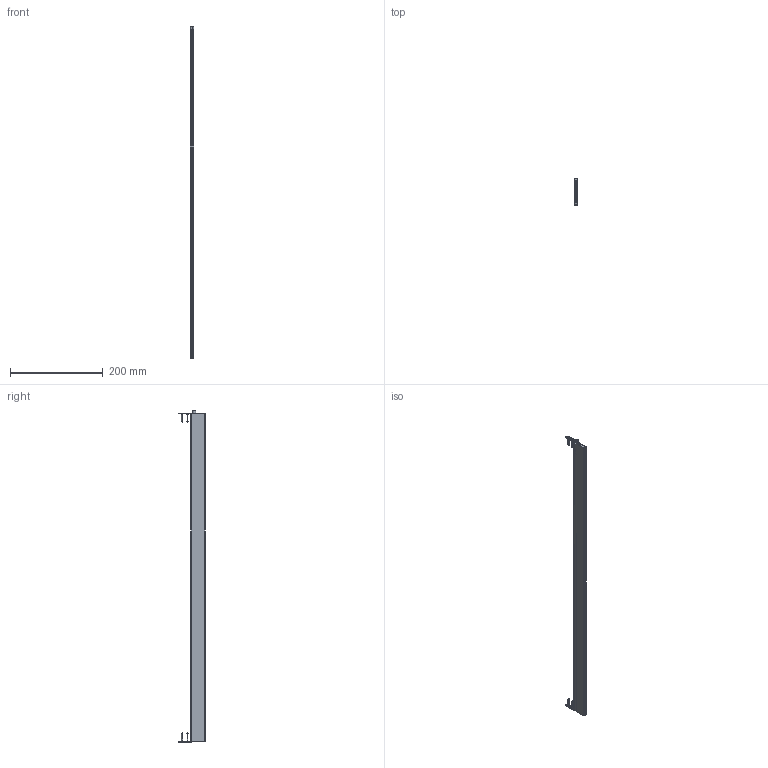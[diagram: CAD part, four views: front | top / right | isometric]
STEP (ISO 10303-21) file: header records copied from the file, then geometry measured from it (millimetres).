
FILE_DESCRIPTION (( 'STEP AP203' ), '1' );
FILE_NAME ('US710.STEP', '2025-03-07T08:58:59', ( '' ), ( '' ), 'SwSTEP 2.0', 'SolidWorks 2023', '' );
FILE_SCHEMA (( 'CONFIG_CONTROL_DESIGN' ));
Length unit declared in the file: millimetre
Products named in the file (6): Schraube 3x20_01; Betätigungsteil_US; US710; Innengeometrie_US_710; Haltewinkel_Haltewinkel TW; Aussengehäuse_US_710
Assembly tree (9 placements, depth 2):
  US710
    Aussengehäuse_US_710
    Betätigungsteil_US
    Innengeometrie_US_710
    Haltewinkel_Haltewinkel TW  x2
    Schraube 3x20_01  x4
Bounding box: 8.2 x 57.14 x 717 mm (x, y, z)
Volume: 112200.9 mm3; surface area: 196030.1 mm2
Topology: 24 solids, 24 shells, 1168 faces, 3244 edges, 2150 vertices
Faces by surface type: plane 544, bspline 508, cylinder 90, cone 24, torus 2
Entity records: 46572 total; most frequent: CARTESIAN_POINT 26291, ORIENTED_EDGE 4794, DIRECTION 2629, EDGE_CURVE 2397, VERTEX_POINT 1595, LINE 1501, VECTOR 1501, EDGE_LOOP 960
